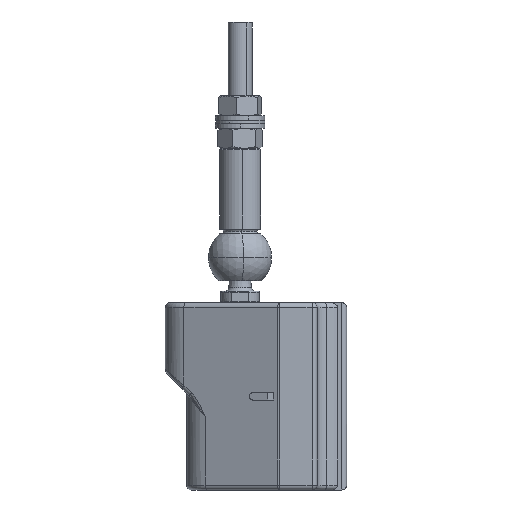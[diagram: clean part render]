
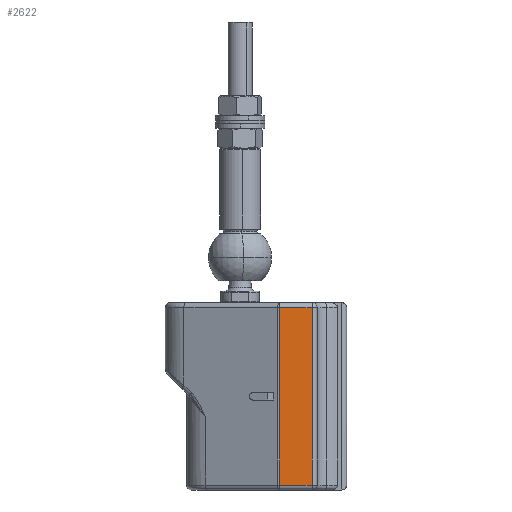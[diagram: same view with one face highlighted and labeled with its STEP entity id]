
A CAD part, left-side view. The second image highlights one B-rep face of the part: STEP entity #2622.
In plain terms, the highlighted planar face has unit normal (-1, 0, 0).
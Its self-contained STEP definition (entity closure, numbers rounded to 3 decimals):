
#13 = DIRECTION ( 'NONE',  ( 0., 1., 0. ) ) ;
#385 = VERTEX_POINT ( 'NONE', #6040 ) ;
#398 = EDGE_LOOP ( 'NONE', ( #7564, #5651, #2332, #923 ) ) ;
#476 = VERTEX_POINT ( 'NONE', #3932 ) ;
#753 = DIRECTION ( 'NONE',  ( 0., -1., 0. ) ) ;
#923 = ORIENTED_EDGE ( 'NONE', *, *, #2433, .F. ) ;
#1243 = VECTOR ( 'NONE', #8179, 1000. ) ;
#1473 = VECTOR ( 'NONE', #4462, 1000. ) ;
#1694 = EDGE_CURVE ( 'NONE', #385, #476, #8275, .T. ) ;
#2007 = LINE ( 'NONE', #5110, #7120 ) ;
#2212 = LINE ( 'NONE', #7394, #7513 ) ;
#2332 = ORIENTED_EDGE ( 'NONE', *, *, #1694, .F. ) ;
#2433 = EDGE_CURVE ( 'NONE', #5558, #385, #4586, .T. ) ;
#2622 = ADVANCED_FACE ( 'NONE', ( #4958 ), #5058, .F. ) ;
#3052 = VERTEX_POINT ( 'NONE', #5229 ) ;
#3791 = CARTESIAN_POINT ( 'NONE',  ( -31.835, -10.35, -37. ) ) ;
#3932 = CARTESIAN_POINT ( 'NONE',  ( -31.835, -2.757, -37. ) ) ;
#4232 = DIRECTION ( 'NONE',  ( 1., 0., 0. ) ) ;
#4369 = CARTESIAN_POINT ( 'NONE',  ( -31.835, -10.35, -38. ) ) ;
#4462 = DIRECTION ( 'NONE',  ( 0., 1., 0. ) ) ;
#4586 = LINE ( 'NONE', #7514, #1243 ) ;
#4958 = FACE_OUTER_BOUND ( 'NONE', #398, .T. ) ;
#5058 = PLANE ( 'NONE',  #9008 ) ;
#5110 = CARTESIAN_POINT ( 'NONE',  ( -31.835, -10.35, -1. ) ) ;
#5229 = CARTESIAN_POINT ( 'NONE',  ( -31.835, -2.757, -1. ) ) ;
#5558 = VERTEX_POINT ( 'NONE', #5941 ) ;
#5651 = ORIENTED_EDGE ( 'NONE', *, *, #7240, .F. ) ;
#5941 = CARTESIAN_POINT ( 'NONE',  ( -31.835, -9.35, -1. ) ) ;
#6040 = CARTESIAN_POINT ( 'NONE',  ( -31.835, -9.35, -37. ) ) ;
#7120 = VECTOR ( 'NONE', #753, 1000. ) ;
#7240 = EDGE_CURVE ( 'NONE', #476, #3052, #2212, .T. ) ;
#7394 = CARTESIAN_POINT ( 'NONE',  ( -31.835, -2.757, -38. ) ) ;
#7513 = VECTOR ( 'NONE', #8995, 1000. ) ;
#7514 = CARTESIAN_POINT ( 'NONE',  ( -31.835, -9.35, -38. ) ) ;
#7564 = ORIENTED_EDGE ( 'NONE', *, *, #8278, .F. ) ;
#8179 = DIRECTION ( 'NONE',  ( 0., 0., -1. ) ) ;
#8275 = LINE ( 'NONE', #3791, #1473 ) ;
#8278 = EDGE_CURVE ( 'NONE', #3052, #5558, #2007, .T. ) ;
#8995 = DIRECTION ( 'NONE',  ( 0., 0., 1. ) ) ;
#9008 = AXIS2_PLACEMENT_3D ( 'NONE', #4369, #4232, #13 ) ;
